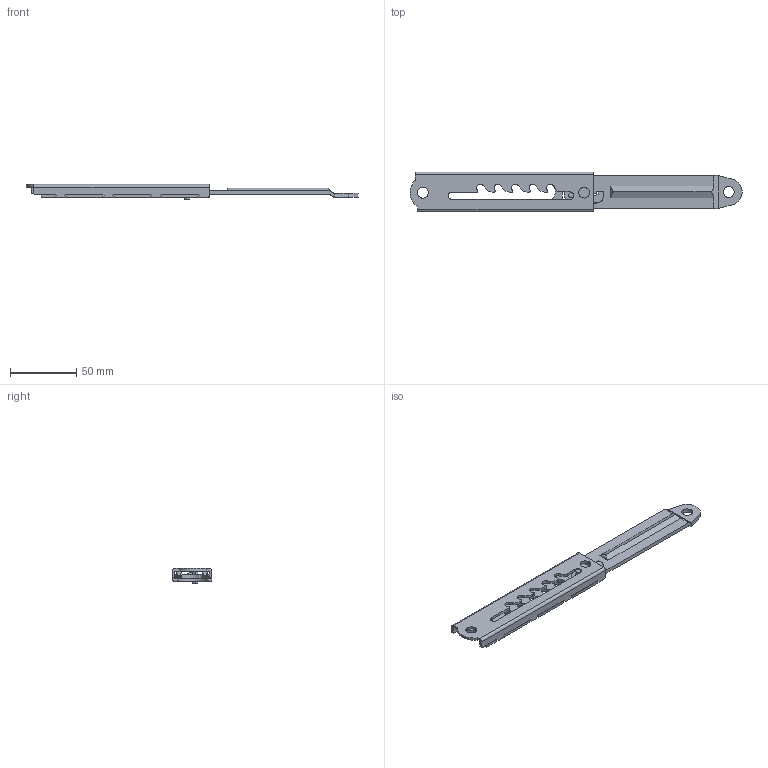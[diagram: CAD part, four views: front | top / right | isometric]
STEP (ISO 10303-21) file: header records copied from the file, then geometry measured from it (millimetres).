
FILE_DESCRIPTION (( 'STEP AP214' ), '1' );
FILE_NAME ('5 open position.STEP', '2015-08-17T10:39:40', ( '' ), ( '' ), 'SwSTEP 2.0', 'SolidWorks 2015', '' );
FILE_SCHEMA (( 'AUTOMOTIVE_DESIGN' ));
Length unit declared in the file: millimetre
Products named in the file (5): PIN; SPRING; ARM; BODY; 5  open position
Assembly tree (4 placements, depth 2):
  5  open position
    BODY
    ARM
    SPRING
    PIN
Bounding box: 250.19 x 30 x 11.5 mm (x, y, z)
Volume: 25205.1 mm3; surface area: 25728.8 mm2
Topology: 5 solids, 5 shells, 237 faces, 657 edges, 434 vertices
Faces by surface type: plane 136, cylinder 90, bspline 11
Entity records: 8933 total; most frequent: CARTESIAN_POINT 2584, ORIENTED_EDGE 1314, DIRECTION 1259, EDGE_CURVE 657, VECTOR 449, LINE 449, VERTEX_POINT 434, AXIS2_PLACEMENT_3D 405
